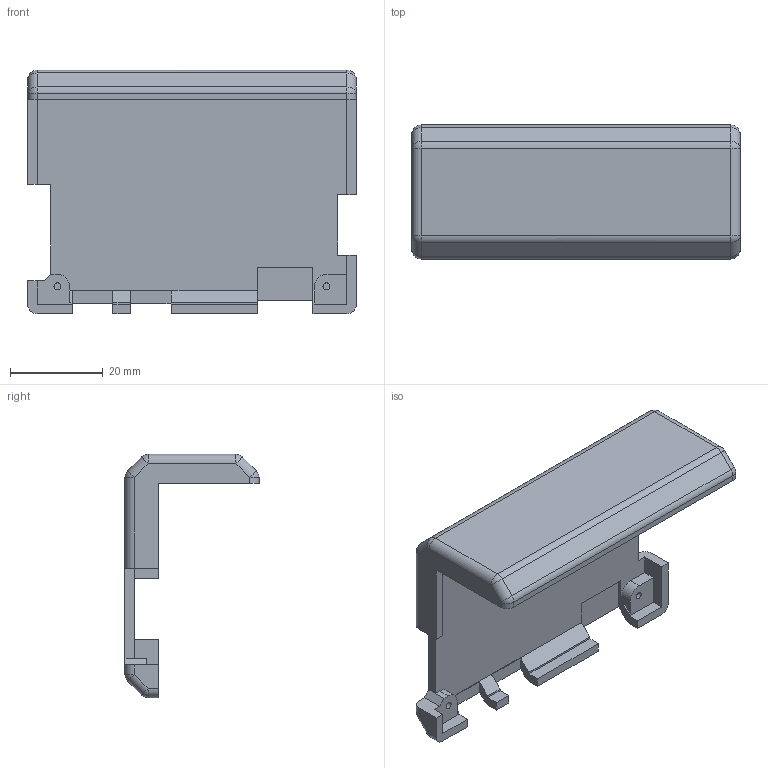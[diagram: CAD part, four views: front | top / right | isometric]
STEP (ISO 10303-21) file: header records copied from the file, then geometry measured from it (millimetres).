
FILE_DESCRIPTION(('FreeCAD Model'),'2;1');
FILE_NAME('Open CASCADE Shape Model','2024-07-31T10:55:53',(''),(''), 'Open CASCADE STEP processor 7.7','FreeCAD','Unknown');
FILE_SCHEMA(('AUTOMOTIVE_DESIGN { 1 0 10303 214 1 1 1 1 }'));
Length unit declared in the file: millimetre
Products named in the file (1): Case_Raspberry
Bounding box: 70.82 x 28.9 x 52.5 mm (x, y, z)
Volume: 11934.9 mm3; surface area: 12652 mm2
Topology: 1 solids, 1 shells, 114 faces, 291 edges, 182 vertices
Faces by surface type: plane 72, cylinder 30, sphere 12
Full cylindrical faces by diameter (mm): 1.5 x3
Entity records: 3412 total; most frequent: CARTESIAN_POINT 588, DIRECTION 582, ORIENTED_EDGE 582, EDGE_CURVE 291, LINE 230, VECTOR 230, VERTEX_POINT 182, AXIS2_PLACEMENT_3D 176
